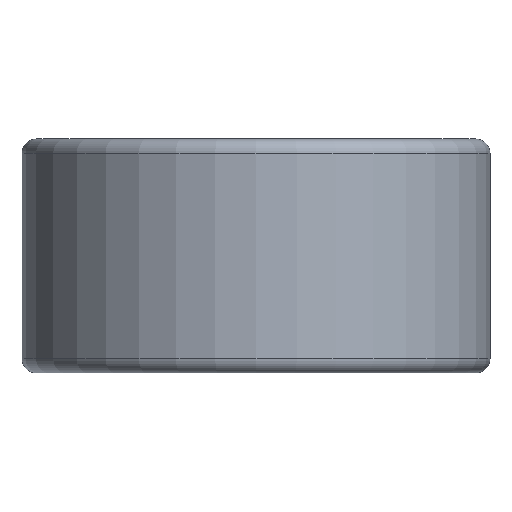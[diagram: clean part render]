
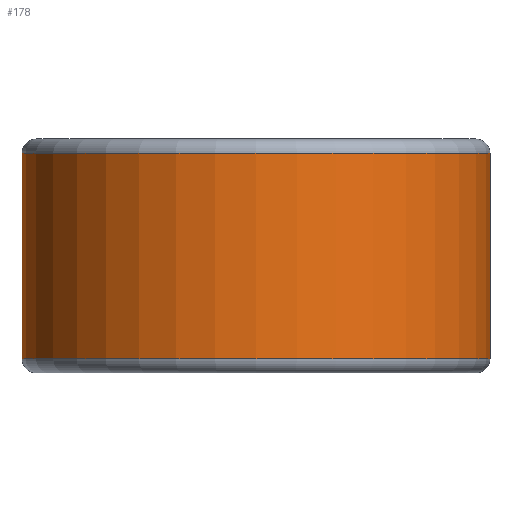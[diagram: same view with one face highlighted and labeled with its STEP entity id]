
A CAD part, front view. The second image highlights one B-rep face of the part: STEP entity #178.
In plain terms, the highlighted cylindrical face has radius 6.5 mm (diameter 13 mm), a full revolution.
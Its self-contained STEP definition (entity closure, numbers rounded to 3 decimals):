
#23=LINE('',#345,#26);
#26=VECTOR('',#292,6.5);
#29=CYLINDRICAL_SURFACE('',#224,6.5);
#39=FACE_OUTER_BOUND('',#52,.T.);
#52=EDGE_LOOP('',(#156,#157,#158,#159,#160,#161));
#70=CIRCLE('',#217,6.5);
#71=CIRCLE('',#218,6.5);
#72=CIRCLE('',#220,6.5);
#73=CIRCLE('',#221,6.5);
#87=VERTEX_POINT('',#331);
#88=VERTEX_POINT('',#333);
#89=VERTEX_POINT('',#337);
#90=VERTEX_POINT('',#338);
#109=EDGE_CURVE('',#88,#87,#70,.T.);
#110=EDGE_CURVE('',#87,#88,#71,.T.);
#111=EDGE_CURVE('',#89,#90,#72,.T.);
#112=EDGE_CURVE('',#90,#89,#73,.T.);
#115=EDGE_CURVE('',#89,#88,#23,.T.);
#156=ORIENTED_EDGE('',*,*,#111,.T.);
#157=ORIENTED_EDGE('',*,*,#112,.T.);
#158=ORIENTED_EDGE('',*,*,#115,.T.);
#159=ORIENTED_EDGE('',*,*,#109,.T.);
#160=ORIENTED_EDGE('',*,*,#110,.T.);
#161=ORIENTED_EDGE('',*,*,#115,.F.);
#178=ADVANCED_FACE('',(#39),#29,.T.);
#217=AXIS2_PLACEMENT_3D('',#334,#276,#277);
#218=AXIS2_PLACEMENT_3D('',#335,#278,#279);
#220=AXIS2_PLACEMENT_3D('',#339,#282,#283);
#221=AXIS2_PLACEMENT_3D('',#340,#284,#285);
#224=AXIS2_PLACEMENT_3D('',#344,#290,#291);
#276=DIRECTION('center_axis',(0.,0.,-1.));
#277=DIRECTION('ref_axis',(1.,0.,0.));
#278=DIRECTION('center_axis',(0.,0.,-1.));
#279=DIRECTION('ref_axis',(1.,0.,0.));
#282=DIRECTION('center_axis',(0.,0.,1.));
#283=DIRECTION('ref_axis',(1.,0.,0.));
#284=DIRECTION('center_axis',(0.,0.,1.));
#285=DIRECTION('ref_axis',(1.,0.,0.));
#290=DIRECTION('center_axis',(0.,0.,-1.));
#291=DIRECTION('ref_axis',(-1.,0.,0.));
#292=DIRECTION('',(0.,0.,1.));
#331=CARTESIAN_POINT('',(-6.5,0.,6.1));
#333=CARTESIAN_POINT('',(6.5,0.,6.1));
#334=CARTESIAN_POINT('Origin',(0.,0.,6.1));
#335=CARTESIAN_POINT('Origin',(0.,0.,6.1));
#337=CARTESIAN_POINT('',(6.5,0.,0.4));
#338=CARTESIAN_POINT('',(-6.5,0.,0.4));
#339=CARTESIAN_POINT('Origin',(0.,0.,0.4));
#340=CARTESIAN_POINT('Origin',(0.,0.,0.4));
#344=CARTESIAN_POINT('Origin',(0.,0.,2.5));
#345=CARTESIAN_POINT('',(6.5,0.,2.5));
